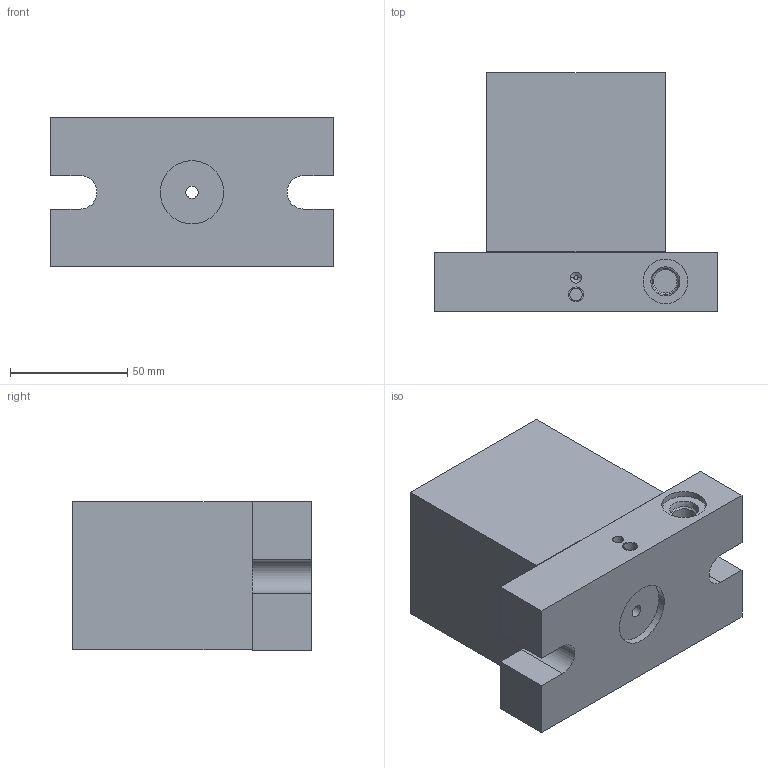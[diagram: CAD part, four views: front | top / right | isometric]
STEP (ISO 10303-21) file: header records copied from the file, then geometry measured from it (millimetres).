
FILE_DESCRIPTION((''),'2;1');
FILE_NAME('ILC15511901','2023-05-03T10:09:52',('rkuestersteffen'),(''),'CREO PARAMETRIC BY PTC INC, 2021164','CREO PARAMETRIC BY PTC INC, 2021164','');
FILE_SCHEMA(('AUTOMOTIVE_DESIGN { 1 0 10303 214 1 1 1 1 }'));
Length unit declared in the file: inch
Products named in the file (1): ILC15511901
Bounding box: 120.65 x 101.68 x 63.5 mm (x, y, z)
Volume: 470256.6 mm3; surface area: 67608.6 mm2
Topology: 2 solids, 3 shells, 194 faces, 748 edges, 574 vertices
Faces by surface type: plane 152, cylinder 30, cone 10, torus 2
Entity records: 8425 total; most frequent: CARTESIAN_POINT 1387, DIRECTION 1248, ORIENTED_EDGE 1020, VECTOR 683, LINE 683, EDGE_CURVE 512, VERTEX_POINT 338, AXIS2_PLACEMENT_3D 281
